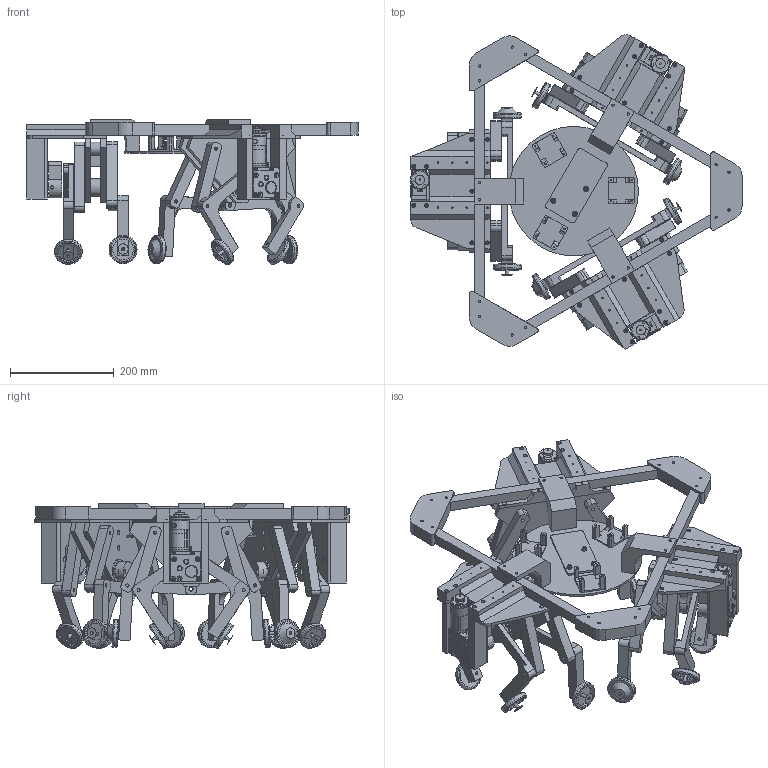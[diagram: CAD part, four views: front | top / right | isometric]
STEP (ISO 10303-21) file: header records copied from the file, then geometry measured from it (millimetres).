
FILE_DESCRIPTION(/* description */ (''),/* implementation_level */ '2;1');
FILE_NAME(/* name */ '673380f6-b612-4632-8419-a4ac6b6a2896.stp',/* time_stamp */ '2022-07-24T08:41:55Z',/* author */ (''),/* organization */ (''),/* preprocessor_version */ 'ST-DEVELOPER v19',/* originating_system */ 'Autodesk Translation Framework v11.7.0.108',/* authorisation */ '');
FILE_SCHEMA (('AUTOMOTIVE_DESIGN { 1 0 10303 214 3 1 1 }'));
Length unit declared in the file: millimetre
Products named in the file (28): Strider03; BASE1; motor; WM2 Gearbox v6; triPlate; ArduinoUno v1; BTS v1; BASE1_1; motor_1; WM2 Gearbox v6_1; BASE1_2; cam; linkage1; leg2; leg4; linkage1 (1) (1); leg1; motor_2; Short Shaft v2; WM2 Gearbox v6_2; M3 Screw v3; M3 Screw Long v2; GR-EP-36 Motor v4; linkage1 (1); leg3; linkage1 (1) (1) (1); tyre; wheels
Assembly tree (69 placements, depth 5):
  Strider03
    BASE1
      cam
      linkage1
      leg2
      leg4
      linkage1 (1) (1)
      leg1
      motor
        Short Shaft v2
        WM2 Gearbox v6
          M3 Screw v3  x4
          M3 Screw Long v2  x2
        GR-EP-36 Motor v4
      linkage1 (1)
      leg3
      linkage1 (1) (1) (1)
      tyre
      wheels
    triPlate
      ArduinoUno v1
      BTS v1
    BASE1_1
      cam
      linkage1
      leg2
      leg4
      linkage1 (1) (1)
      leg1
      motor_1
        Short Shaft v2
        WM2 Gearbox v6_1
          M3 Screw v3  x4
          M3 Screw Long v2  x2
        GR-EP-36 Motor v4
      linkage1 (1)
      leg3
      linkage1 (1) (1) (1)
      tyre
      wheels
    BASE1_2
      cam
      linkage1
      leg2
      leg4
      linkage1 (1) (1)
      leg1
      motor_2
        Short Shaft v2
        WM2 Gearbox v6_2
          M3 Screw v3  x4
          M3 Screw Long v2  x2
        GR-EP-36 Motor v4
      linkage1 (1)
      leg3
      linkage1 (1) (1) (1)
      tyre
      wheels
Bounding box: 640.98 x 607.51 x 279.41 mm (x, y, z)
Volume: 7117348.7 mm3; surface area: 1857736.7 mm2
Topology: 179 solids, 179 shells, 2650 faces, 6105 edges, 3996 vertices
Faces by surface type: plane 1514, cylinder 926, cone 180, torus 30
Full cylindrical faces by diameter (mm): 2.075 x6, 2.5 x3, 2.529 x6, 2.8 x78, 2.927 x18, 3 x9, 3.332 x15, 3.5 x12, 3.8 x48, 4 x9, 4.032 x9, 4.5 x36, 5 x18, 5.5 x6, 6 x72, 6.2 x6, 6.5 x6, 7 x3, 7.5 x12, 7.8 x12, 8 x33, 9 x24, 10 x6, 12 x3, 12.2 x3, 18 x6, 22 x6, 24 x12, 25 x6, 30 x3
Entity records: 47559 total; most frequent: DIRECTION 8351, CARTESIAN_POINT 8179, ORIENTED_EDGE 7286, EDGE_CURVE 3643, AXIS2_PLACEMENT_3D 3032, VERTEX_POINT 2382, LINE 2287, VECTOR 2287
